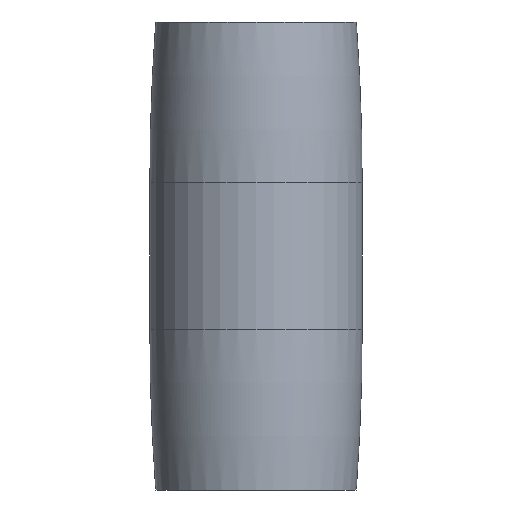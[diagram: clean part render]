
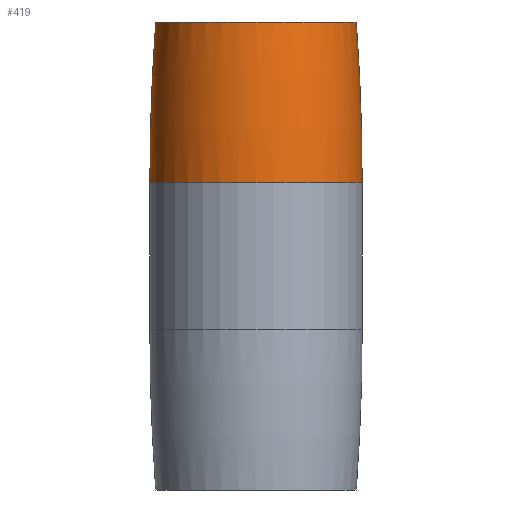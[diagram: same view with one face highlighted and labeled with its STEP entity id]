
A CAD part, front view. The second image highlights one B-rep face of the part: STEP entity #419.
In plain terms, the highlighted toroidal (fillet/blend) face has major radius 360.475 mm and minor radius 378.625 mm.
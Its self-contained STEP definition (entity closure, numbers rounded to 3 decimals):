
#29 = DIRECTION ( 'NONE',  ( 1., 0., 0. ) ) ;
#40 = DIRECTION ( 'NONE',  ( 0., -1., 0. ) ) ;
#75 = DIRECTION ( 'NONE',  ( 0., 1., 0. ) ) ;
#117 = EDGE_CURVE ( 'NONE', #232, #663, #295, .T. ) ;
#154 = DIRECTION ( 'NONE',  ( 1., 0., 0. ) ) ;
#174 = FACE_OUTER_BOUND ( 'NONE', #320, .T. ) ;
#200 = CIRCLE ( 'NONE', #292, 17.15 ) ;
#212 = ORIENTED_EDGE ( 'NONE', *, *, #117, .T. ) ;
#232 = VERTEX_POINT ( 'NONE', #516 ) ;
#249 = DIRECTION ( 'NONE',  ( 1., 0., 0. ) ) ;
#292 = AXIS2_PLACEMENT_3D ( 'NONE', #321, #777, #29 ) ;
#295 = CIRCLE ( 'NONE', #325, 378.625 ) ;
#312 = ORIENTED_EDGE ( 'NONE', *, *, #747, .F. ) ;
#318 = CARTESIAN_POINT ( 'NONE',  ( 0., 0., 12.5 ) ) ;
#320 = EDGE_LOOP ( 'NONE', ( #689, #923, #212, #312 ) ) ;
#321 = CARTESIAN_POINT ( 'NONE',  ( 0., 0., 40. ) ) ;
#325 = AXIS2_PLACEMENT_3D ( 'NONE', #494, #40, #483 ) ;
#333 = CARTESIAN_POINT ( 'NONE',  ( -18.15, 0., 12.5 ) ) ;
#384 = DIRECTION ( 'NONE',  ( -1., 0., 0. ) ) ;
#415 = VERTEX_POINT ( 'NONE', #691 ) ;
#419 = ADVANCED_FACE ( 'NONE', ( #174 ), #528, .T. ) ;
#430 = CIRCLE ( 'NONE', #682, 378.625 ) ;
#440 = CARTESIAN_POINT ( 'NONE',  ( 17.15, 0., 40. ) ) ;
#447 = AXIS2_PLACEMENT_3D ( 'NONE', #832, #825, #154 ) ;
#480 = CIRCLE ( 'NONE', #447, 18.15 ) ;
#483 = DIRECTION ( 'NONE',  ( 0., 0., -1. ) ) ;
#494 = CARTESIAN_POINT ( 'NONE',  ( -360.475, 0., 12.5 ) ) ;
#516 = CARTESIAN_POINT ( 'NONE',  ( 18.15, 0., 12.5 ) ) ;
#528 = TOROIDAL_SURFACE ( 'NONE', #667, -360.475, 378.625 ) ;
#618 = DIRECTION ( 'NONE',  ( 0., 0., 1. ) ) ;
#663 = VERTEX_POINT ( 'NONE', #440 ) ;
#667 = AXIS2_PLACEMENT_3D ( 'NONE', #318, #618, #249 ) ;
#682 = AXIS2_PLACEMENT_3D ( 'NONE', #742, #75, #384 ) ;
#689 = ORIENTED_EDGE ( 'NONE', *, *, #881, .F. ) ;
#691 = CARTESIAN_POINT ( 'NONE',  ( -17.15, 0., 40. ) ) ;
#742 = CARTESIAN_POINT ( 'NONE',  ( 360.475, 0., 12.5 ) ) ;
#747 = EDGE_CURVE ( 'NONE', #415, #663, #200, .T. ) ;
#777 = DIRECTION ( 'NONE',  ( 0., 0., 1. ) ) ;
#783 = VERTEX_POINT ( 'NONE', #333 ) ;
#825 = DIRECTION ( 'NONE',  ( 0., 0., 1. ) ) ;
#832 = CARTESIAN_POINT ( 'NONE',  ( 0., 0., 12.5 ) ) ;
#881 = EDGE_CURVE ( 'NONE', #783, #415, #430, .T. ) ;
#923 = ORIENTED_EDGE ( 'NONE', *, *, #935, .T. ) ;
#935 = EDGE_CURVE ( 'NONE', #783, #232, #480, .T. ) ;
